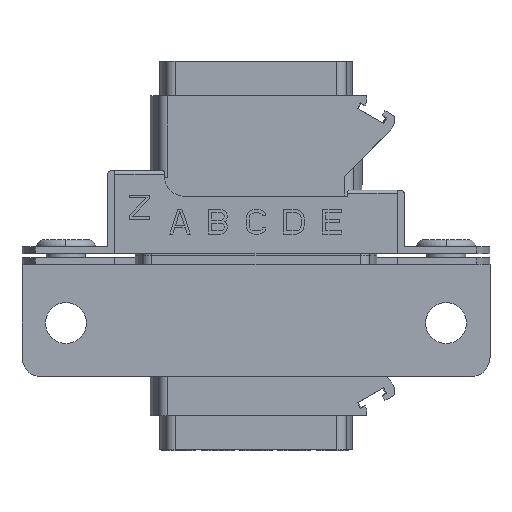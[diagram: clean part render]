
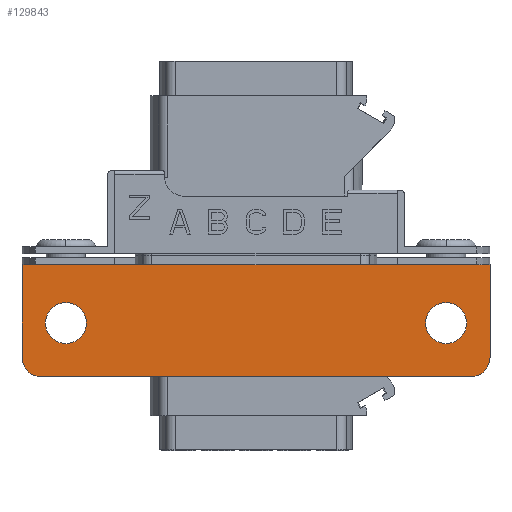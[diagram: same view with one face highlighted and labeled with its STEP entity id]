
A CAD part, front view. The second image highlights one B-rep face of the part: STEP entity #129843.
In plain terms, the highlighted planar face has unit normal (0, -1, 0).
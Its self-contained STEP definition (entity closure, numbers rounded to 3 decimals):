
#129100=DIRECTION('',(-1.,0.,0.));
#129101=VECTOR('',#129100,48.);
#129102=CARTESIAN_POINT('',(24.,-6.7,-0.927));
#129103=LINE('',#129102,#129101);
#129104=DIRECTION('',(0.,0.,1.));
#129105=VECTOR('',#129104,9.5);
#129106=CARTESIAN_POINT('',(24.,-6.7,-10.427));
#129107=LINE('',#129106,#129105);
#129108=CARTESIAN_POINT('',(22.,-6.7,-10.427));
#129109=DIRECTION('',(0.,-1.,0.));
#129110=DIRECTION('',(0.,0.,-1.));
#129111=AXIS2_PLACEMENT_3D('',#129108,#129109,#129110);
#129113=DIRECTION('',(1.,0.,0.));
#129114=VECTOR('',#129113,44.);
#129115=CARTESIAN_POINT('',(-22.,-6.7,-12.427));
#129116=LINE('',#129115,#129114);
#129117=CARTESIAN_POINT('',(-22.,-6.7,-10.427));
#129118=DIRECTION('',(0.,-1.,0.));
#129119=DIRECTION('',(-1.,0.,0.));
#129120=AXIS2_PLACEMENT_3D('',#129117,#129118,#129119);
#129122=DIRECTION('',(0.,0.,-1.));
#129123=VECTOR('',#129122,9.5);
#129124=CARTESIAN_POINT('',(-24.,-6.7,-0.927));
#129125=LINE('',#129124,#129123);
#129126=CARTESIAN_POINT('',(-19.5,-6.7,-6.927));
#129127=DIRECTION('',(0.,1.,0.));
#129128=DIRECTION('',(-1.,0.,0.));
#129129=AXIS2_PLACEMENT_3D('',#129126,#129127,#129128);
#129131=CARTESIAN_POINT('',(-19.5,-6.7,-6.927));
#129132=DIRECTION('',(0.,1.,0.));
#129133=DIRECTION('',(1.,0.,0.));
#129134=AXIS2_PLACEMENT_3D('',#129131,#129132,#129133);
#129136=CARTESIAN_POINT('',(19.5,-6.7,-6.927));
#129137=DIRECTION('',(0.,1.,0.));
#129138=DIRECTION('',(-1.,0.,0.));
#129139=AXIS2_PLACEMENT_3D('',#129136,#129137,#129138);
#129141=CARTESIAN_POINT('',(19.5,-6.7,-6.927));
#129142=DIRECTION('',(0.,1.,0.));
#129143=DIRECTION('',(1.,0.,0.));
#129144=AXIS2_PLACEMENT_3D('',#129141,#129142,#129143);
#129270=CARTESIAN_POINT('',(-21.6,-6.7,-6.927));
#129271=CARTESIAN_POINT('',(-17.4,-6.7,-6.927));
#129272=VERTEX_POINT('',#129270);
#129273=VERTEX_POINT('',#129271);
#129274=CARTESIAN_POINT('',(17.4,-6.7,-6.927));
#129275=CARTESIAN_POINT('',(21.6,-6.7,-6.927));
#129276=VERTEX_POINT('',#129274);
#129277=VERTEX_POINT('',#129275);
#129278=CARTESIAN_POINT('',(24.,-6.7,-0.927));
#129279=CARTESIAN_POINT('',(-24.,-6.7,-0.927));
#129280=VERTEX_POINT('',#129278);
#129281=VERTEX_POINT('',#129279);
#129282=CARTESIAN_POINT('',(-24.,-6.7,-10.427));
#129283=VERTEX_POINT('',#129282);
#129284=CARTESIAN_POINT('',(-22.,-6.7,-12.427));
#129285=VERTEX_POINT('',#129284);
#129286=CARTESIAN_POINT('',(22.,-6.7,-12.427));
#129287=VERTEX_POINT('',#129286);
#129288=CARTESIAN_POINT('',(24.,-6.7,-10.427));
#129289=VERTEX_POINT('',#129288);
#129818=CARTESIAN_POINT('',(0.,-6.7,-0.927));
#129819=DIRECTION('',(0.,-1.,0.));
#129820=DIRECTION('',(-1.,0.,0.));
#129821=AXIS2_PLACEMENT_3D('',#129818,#129819,#129820);
#129822=PLANE('',#129821);
#129823=ORIENTED_EDGE('',*,*,#129500,.F.);
#129824=ORIENTED_EDGE('',*,*,#129653,.F.);
#129825=ORIENTED_EDGE('',*,*,#129666,.F.);
#129826=ORIENTED_EDGE('',*,*,#129680,.F.);
#129827=ORIENTED_EDGE('',*,*,#129694,.F.);
#129828=ORIENTED_EDGE('',*,*,#129711,.F.);
#129829=EDGE_LOOP('',(#129823,#129824,#129825,#129826,#129827,#129828));
#129830=FACE_OUTER_BOUND('',#129829,.F.);
#129832=ORIENTED_EDGE('',*,*,#129831,.F.);
#129834=ORIENTED_EDGE('',*,*,#129833,.F.);
#129835=EDGE_LOOP('',(#129832,#129834));
#129836=FACE_BOUND('',#129835,.F.);
#129838=ORIENTED_EDGE('',*,*,#129837,.F.);
#129840=ORIENTED_EDGE('',*,*,#129839,.F.);
#129841=EDGE_LOOP('',(#129838,#129840));
#129842=FACE_BOUND('',#129841,.F.);
#129843=ADVANCED_FACE('',(#129830,#129836,#129842),#129822,.T.);
#129112=CIRCLE('',#129111,2.);
#129121=CIRCLE('',#129120,2.);
#129130=CIRCLE('',#129129,2.1);
#129135=CIRCLE('',#129134,2.1);
#129140=CIRCLE('',#129139,2.1);
#129145=CIRCLE('',#129144,2.1);
#129500=EDGE_CURVE('',#129280,#129281,#129103,.T.);
#129653=EDGE_CURVE('',#129289,#129280,#129107,.T.);
#129666=EDGE_CURVE('',#129287,#129289,#129112,.T.);
#129680=EDGE_CURVE('',#129285,#129287,#129116,.T.);
#129694=EDGE_CURVE('',#129283,#129285,#129121,.T.);
#129711=EDGE_CURVE('',#129281,#129283,#129125,.T.);
#129831=EDGE_CURVE('',#129272,#129273,#129130,.T.);
#129833=EDGE_CURVE('',#129273,#129272,#129135,.T.);
#129837=EDGE_CURVE('',#129276,#129277,#129140,.T.);
#129839=EDGE_CURVE('',#129277,#129276,#129145,.T.);
